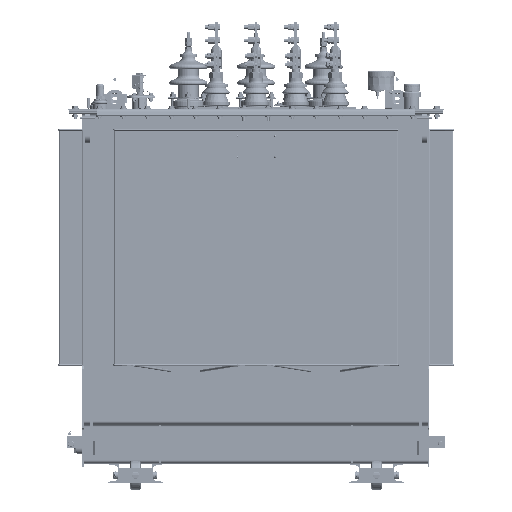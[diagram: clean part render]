
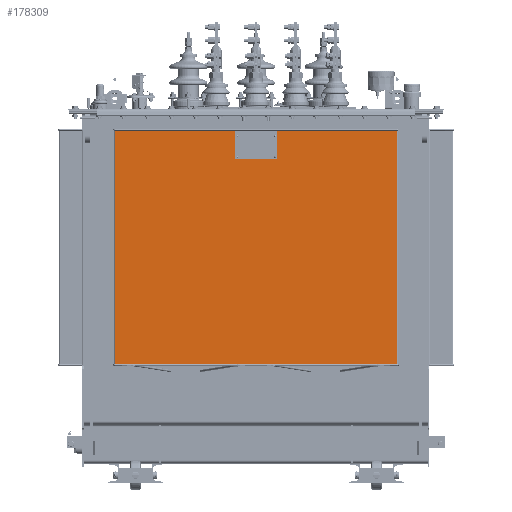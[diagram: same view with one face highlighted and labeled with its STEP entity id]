
A CAD part, front view. The second image highlights one B-rep face of the part: STEP entity #178309.
In plain terms, the highlighted planar face has unit normal (0, -1, 0).
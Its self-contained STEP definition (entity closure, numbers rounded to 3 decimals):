
#15437=LINE('',#342450,#26214);
#15438=LINE('',#342453,#26215);
#15439=LINE('',#342455,#26216);
#15440=LINE('',#342456,#26217);
#26214=VECTOR('',#238740,80.);
#26215=VECTOR('',#238743,95.62);
#26216=VECTOR('',#238744,95.62);
#26217=VECTOR('',#238745,80.);
#34573=PLANE('',#194940);
#48621=FACE_OUTER_BOUND('',#62674,.T.);
#62674=EDGE_LOOP('',(#155028,#155029,#155030,#155031));
#85708=VERTEX_POINT('',#342444);
#85710=VERTEX_POINT('',#342448);
#85711=VERTEX_POINT('',#342452);
#85712=VERTEX_POINT('',#342454);
#108787=EDGE_CURVE('',#85708,#85710,#15437,.T.);
#108788=EDGE_CURVE('',#85708,#85711,#15438,.T.);
#108789=EDGE_CURVE('',#85712,#85710,#15439,.T.);
#108790=EDGE_CURVE('',#85711,#85712,#15440,.T.);
#155028=ORIENTED_EDGE('',*,*,#108788,.F.);
#155029=ORIENTED_EDGE('',*,*,#108787,.T.);
#155030=ORIENTED_EDGE('',*,*,#108789,.F.);
#155031=ORIENTED_EDGE('',*,*,#108790,.F.);
#178309=ADVANCED_FACE('',(#48621),#34573,.T.);
#194940=AXIS2_PLACEMENT_3D('',#342451,#238741,#238742);
#238740=DIRECTION('',(0.,0.,1.));
#238741=DIRECTION('center_axis',(0.,-1.,0.));
#238742=DIRECTION('ref_axis',(1.,0.,0.));
#238743=DIRECTION('',(-1.,0.,0.));
#238744=DIRECTION('',(1.,0.,0.));
#238745=DIRECTION('',(0.,0.,1.));
#342444=CARTESIAN_POINT('',(47.81,-46.85,33.5));
#342448=CARTESIAN_POINT('',(47.81,-46.85,113.5));
#342450=CARTESIAN_POINT('',(47.81,-46.85,33.5));
#342451=CARTESIAN_POINT('Origin',(-47.81,-46.85,33.5));
#342452=CARTESIAN_POINT('',(-47.81,-46.85,33.5));
#342453=CARTESIAN_POINT('',(47.81,-46.85,33.5));
#342454=CARTESIAN_POINT('',(-47.81,-46.85,113.5));
#342455=CARTESIAN_POINT('',(47.81,-46.85,113.5));
#342456=CARTESIAN_POINT('',(-47.81,-46.85,33.5));
